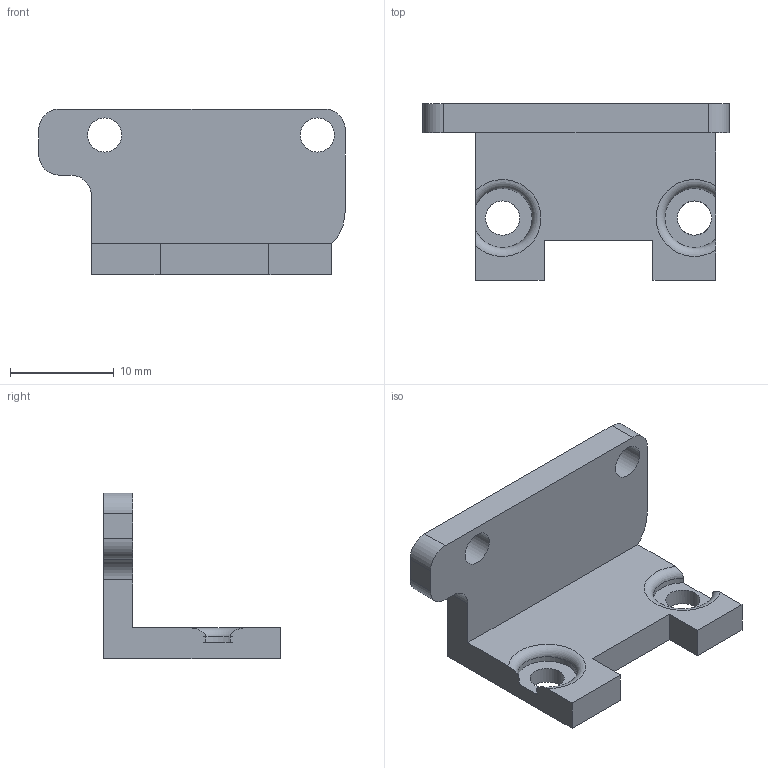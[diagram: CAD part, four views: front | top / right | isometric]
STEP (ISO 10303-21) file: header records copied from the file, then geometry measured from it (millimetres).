
FILE_DESCRIPTION(/* description */ (''),/* implementation_level */ '2;1');
FILE_NAME(/* name */ 'bracked cr-touch v4.step',/* time_stamp */ '2023-09-11T18:59:18+02:00',/* author */ (''),/* organization */ (''),/* preprocessor_version */ 'ST-DEVELOPER v20',/* originating_system */ 'Autodesk Translation Framework v12.9.0.99',/* authorisation */ '');
FILE_SCHEMA (('AUTOMOTIVE_DESIGN { 1 0 10303 214 3 1 1 }'));
Length unit declared in the file: millimetre
Products named in the file (1): bracked cr-touch
Bounding box: 29.54 x 17 x 16 mm (x, y, z)
Volume: 1885.2 mm3; surface area: 1805.2 mm2
Topology: 1 solids, 1 shells, 31 faces, 89 edges, 59 vertices
Faces by surface type: plane 18, cylinder 11, torus 2
Full cylindrical faces by diameter (mm): 3.3 x4
Entity records: 1102 total; most frequent: CARTESIAN_POINT 220, ORIENTED_EDGE 178, DIRECTION 175, EDGE_CURVE 89, LINE 59, VECTOR 59, VERTEX_POINT 59, AXIS2_PLACEMENT_3D 58
